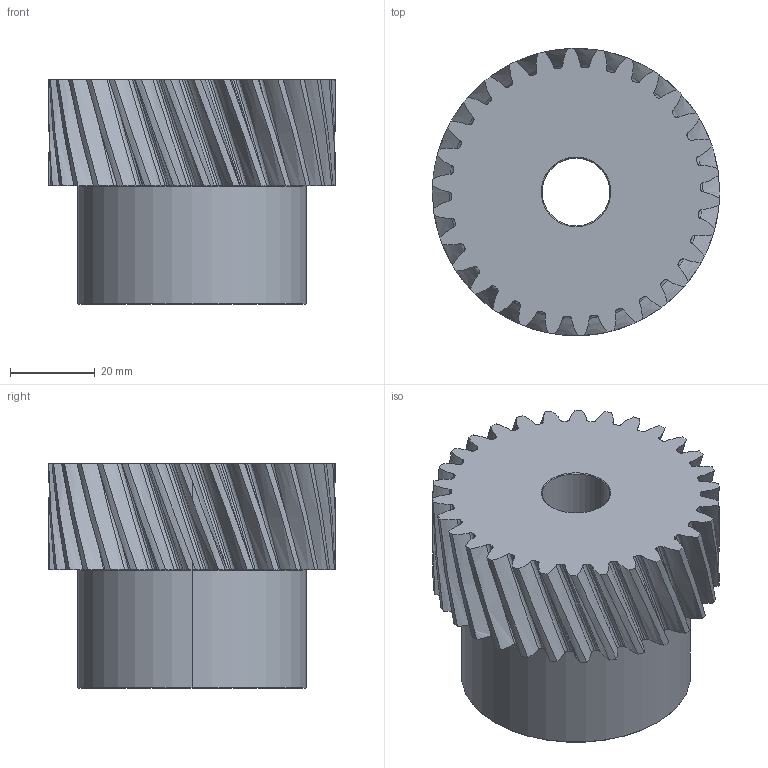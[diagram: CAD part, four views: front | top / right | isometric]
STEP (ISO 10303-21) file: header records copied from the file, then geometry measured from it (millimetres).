
FILE_DESCRIPTION(('STEP AP214'),'1');
FILE_NAME('127-020-030.stp','2017-10-10T13:47:54',('TraceParts'),('TraceParts S.A.'),'Spatial InterOp 3D',' ',' ');
FILE_SCHEMA(('automotive_design'));
Length unit declared in the file: millimetre
Products named in the file (1): 127-020-030
Bounding box: 67.66 x 67.66 x 53 mm (x, y, z)
Volume: 132303.1 mm3; surface area: 23118.8 mm2
Topology: 1 solids, 1 shells, 199 faces, 580 edges, 384 vertices
Faces by surface type: bspline 150, cylinder 38, cone 6, plane 3, torus 2
Entity records: 17617 total; most frequent: CARTESIAN_POINT 12048, ORIENTED_EDGE 1160, EDGE_CURVE 580, DIRECTION 454, VERTEX_POINT 384, B_SPLINE_CURVE_WITH_KNOTS 240, AXIS2_PLACEMENT_3D 220, EDGE_LOOP 202
